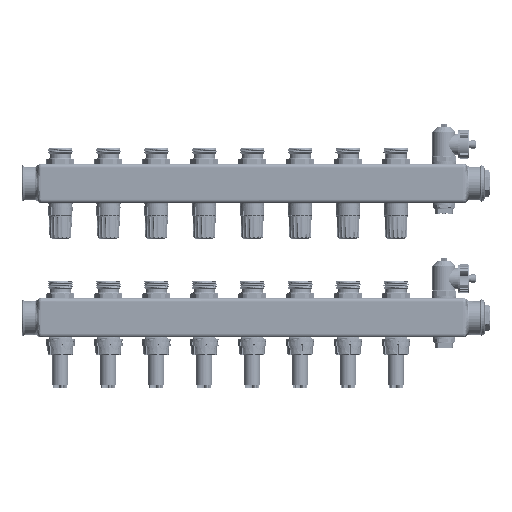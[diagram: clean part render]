
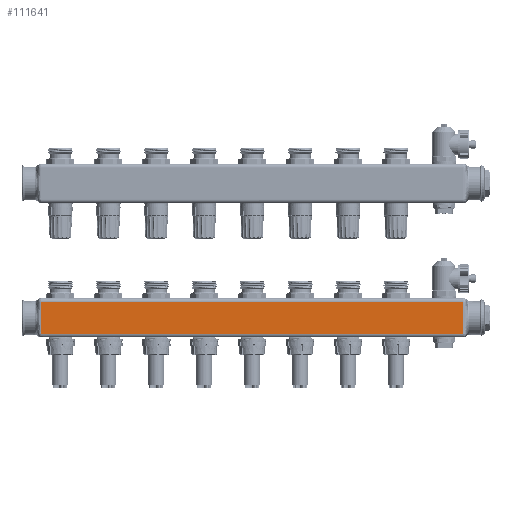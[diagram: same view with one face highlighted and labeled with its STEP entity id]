
A CAD part, front view. The second image highlights one B-rep face of the part: STEP entity #111641.
In plain terms, the highlighted planar face has unit normal (0, -1, 0).
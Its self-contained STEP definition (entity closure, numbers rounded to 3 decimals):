
#106728=CARTESIAN_POINT('',(19.869,-20.,
16.5));
#106892=CARTESIAN_POINT('',(19.869,-20.,
-16.5));
#106898=CARTESIAN_POINT('',(460.131,-20.,16.5));
#106899=CARTESIAN_POINT('',(460.131,-20.,16.5));
#106900=CARTESIAN_POINT('',(460.152,-20.,
16.026));
#106901=CARTESIAN_POINT('',(460.195,-20.,
15.08));
#106902=CARTESIAN_POINT('',(460.268,-20.,
13.665));
#106903=CARTESIAN_POINT('',(460.347,-20.,
12.268));
#106904=CARTESIAN_POINT('',(460.432,-20.,
10.874));
#106905=CARTESIAN_POINT('',(460.521,-20.,
9.428));
#106906=CARTESIAN_POINT('',(460.612,-20.,
7.867));
#106907=CARTESIAN_POINT('',(460.697,-20.,6.18));
#106908=CARTESIAN_POINT('',(460.762,-20.,4.409));
#106909=CARTESIAN_POINT('',(460.804,-20.,2.605));
#106910=CARTESIAN_POINT('',(460.824,-20.,0.786));
#106911=CARTESIAN_POINT('',(460.822,-20.,-1.068));
#106912=CARTESIAN_POINT('',(460.798,-20.,-2.971));
#106913=CARTESIAN_POINT('',(460.748,-20.,-4.88));
#106914=CARTESIAN_POINT('',(460.673,-20.,-6.707));
#106915=CARTESIAN_POINT('',(460.583,-20.,-8.392));
#106916=CARTESIAN_POINT('',(460.488,-20.,-9.964));
#106917=CARTESIAN_POINT('',(460.393,-20.,-11.499));
#106918=CARTESIAN_POINT('',(460.3,-20.,-13.073));
#106919=CARTESIAN_POINT('',(460.21,-20.,-14.745));
#106920=CARTESIAN_POINT('',(460.157,-20.,-15.897));
#106921=CARTESIAN_POINT('',(460.131,-20.,-16.5));
#106923=DIRECTION('',(-1.,0.,0.));
#106924=VECTOR('',#106923,440.263);
#106925=CARTESIAN_POINT('',(460.131,-20.,
-16.5));
#106926=LINE('',#106925,#106924);
#106927=CARTESIAN_POINT('',(19.869,-20.,-16.5));
#106928=CARTESIAN_POINT('',(19.869,-20.,-16.5));
#106929=CARTESIAN_POINT('',(19.847,-20.,
-15.981));
#106930=CARTESIAN_POINT('',(19.799,-20.,
-14.939));
#106931=CARTESIAN_POINT('',(19.717,-20.,
-13.387));
#106932=CARTESIAN_POINT('',(19.628,-20.,
-11.853));
#106933=CARTESIAN_POINT('',(19.533,-20.,
-10.305));
#106934=CARTESIAN_POINT('',(19.433,-20.,
-8.671));
#106935=CARTESIAN_POINT('',(19.337,-20.,-6.911));
#106936=CARTESIAN_POINT('',(19.259,-20.,-5.059));
#106937=CARTESIAN_POINT('',(19.207,-20.,-3.192));
#106938=CARTESIAN_POINT('',(19.18,-20.,-1.347));
#106939=CARTESIAN_POINT('',(19.175,-20.,0.488));
#106940=CARTESIAN_POINT('',(19.191,-20.,2.338));
#106941=CARTESIAN_POINT('',(19.231,-20.,4.183));
#106942=CARTESIAN_POINT('',(19.294,-20.,5.956));
#106943=CARTESIAN_POINT('',(19.373,-20.,7.591));
#106944=CARTESIAN_POINT('',(19.458,-20.,9.085));
#106945=CARTESIAN_POINT('',(19.545,-20.,10.495));
#106946=CARTESIAN_POINT('',(19.63,-20.,11.893));
#106947=CARTESIAN_POINT('',(19.714,-20.,13.337));
#106948=CARTESIAN_POINT('',(19.796,-20.,14.877));
#106949=CARTESIAN_POINT('',(19.845,-20.,15.941));
#106950=CARTESIAN_POINT('',(19.869,-20.,16.5));
#108027=DIRECTION('',(-1.,0.,0.));
#108028=VECTOR('',#108027,440.263);
#108029=CARTESIAN_POINT('',(460.131,-20.,
16.5));
#108030=LINE('',#108029,#108028);
#110098=VERTEX_POINT('',#106728);
#110113=VERTEX_POINT('',#106892);
#110115=VERTEX_POINT('',#106898);
#110116=VERTEX_POINT('',#106921);
#111627=CARTESIAN_POINT('',(240.,-20.,0.));
#111628=DIRECTION('',(0.,1.,0.));
#111629=DIRECTION('',(1.,0.,0.));
#111630=AXIS2_PLACEMENT_3D('',#111627,#111628,#111629);
#111631=PLANE('',#111630);
#111633=ORIENTED_EDGE('',*,*,#111632,.T.);
#111635=ORIENTED_EDGE('',*,*,#111634,.T.);
#111636=ORIENTED_EDGE('',*,*,#111621,.T.);
#111638=ORIENTED_EDGE('',*,*,#111637,.F.);
#111639=EDGE_LOOP('',(#111633,#111635,#111636,#111638));
#111640=FACE_OUTER_BOUND('',#111639,.F.);
#111641=ADVANCED_FACE('',(#111640),#111631,.F.);
#106922=B_SPLINE_CURVE_WITH_KNOTS('',3,(#106898,#106899,#106900,#106901,#106902,
#106903,#106904,#106905,#106906,#106907,#106908,#106909,#106910,#106911,#106912,
#106913,#106914,#106915,#106916,#106917,#106918,#106919,#106920,#106921),
.UNSPECIFIED.,.F.,.F.,(4,1,1,1,1,1,1,1,1,1,1,1,1,1,1,1,1,1,1,1,1,4),(0.,
0.,0.043,0.085,0.128,
0.169,0.212,0.26,0.312,
0.366,0.421,0.476,0.531,
0.589,0.649,0.705,0.756,
0.803,0.849,0.896,0.946,1.),
.UNSPECIFIED.);
#106951=B_SPLINE_CURVE_WITH_KNOTS('',3,(#106927,#106928,#106929,#106930,#106931,
#106932,#106933,#106934,#106935,#106936,#106937,#106938,#106939,#106940,#106941,
#106942,#106943,#106944,#106945,#106946,#106947,#106948,#106949,#106950),
.UNSPECIFIED.,.F.,.F.,(4,1,1,1,1,1,1,1,1,1,1,1,1,1,1,1,1,1,1,1,1,4),(0.,
0.,0.047,0.094,0.14,
0.186,0.235,0.289,0.347,
0.404,0.459,0.514,0.57,
0.627,0.682,0.732,0.777,
0.819,0.861,0.904,0.95,1.),
.UNSPECIFIED.);
#111621=EDGE_CURVE('',#110113,#110098,#106951,.T.);
#111632=EDGE_CURVE('',#110115,#110116,#106922,.T.);
#111634=EDGE_CURVE('',#110116,#110113,#106926,.T.);
#111637=EDGE_CURVE('',#110115,#110098,#108030,.T.);
